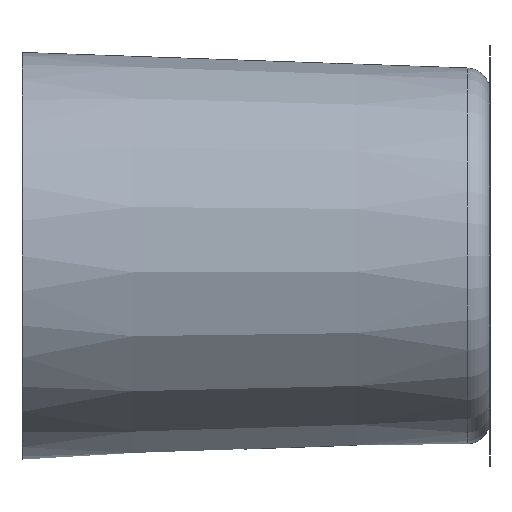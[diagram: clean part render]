
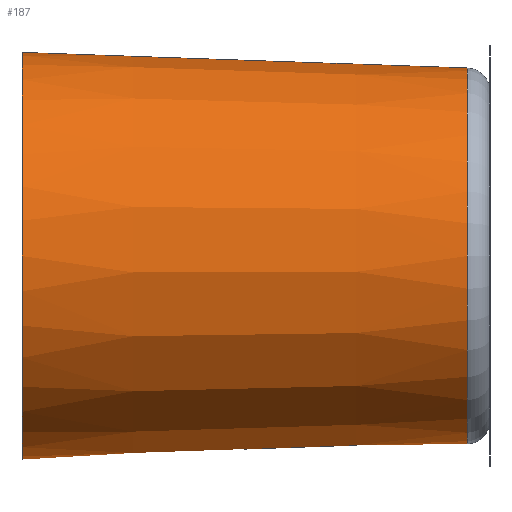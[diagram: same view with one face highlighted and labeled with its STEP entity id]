
A CAD part, left-side view. The second image highlights one B-rep face of the part: STEP entity #187.
In plain terms, the highlighted conical face has half-angle 2 degrees and reference radius 4 mm.
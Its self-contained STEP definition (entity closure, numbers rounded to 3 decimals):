
#39=LINE('',#377,#45);
#45=VECTOR('',#285,4.);
#51=CONICAL_SURFACE('',#234,4.,0.035);
#57=FACE_OUTER_BOUND('',#69,.T.);
#69=EDGE_LOOP('',(#152,#153,#154,#155));
#89=CIRCLE('',#231,4.017);
#91=CIRCLE('',#235,4.349);
#104=VERTEX_POINT('',#367);
#106=VERTEX_POINT('',#375);
#121=EDGE_CURVE('',#104,#104,#89,.T.);
#124=EDGE_CURVE('',#106,#106,#91,.T.);
#125=EDGE_CURVE('',#106,#104,#39,.T.);
#152=ORIENTED_EDGE('',*,*,#124,.F.);
#153=ORIENTED_EDGE('',*,*,#125,.T.);
#154=ORIENTED_EDGE('',*,*,#121,.T.);
#155=ORIENTED_EDGE('',*,*,#125,.F.);
#187=ADVANCED_FACE('',(#57),#51,.T.);
#231=AXIS2_PLACEMENT_3D('',#369,#274,#275);
#234=AXIS2_PLACEMENT_3D('',#374,#281,#282);
#235=AXIS2_PLACEMENT_3D('',#376,#283,#284);
#274=DIRECTION('center_axis',(0.,1.,0.));
#275=DIRECTION('ref_axis',(0.,0.,-1.));
#281=DIRECTION('center_axis',(0.,1.,0.));
#282=DIRECTION('ref_axis',(0.,0.,-1.));
#283=DIRECTION('center_axis',(0.,1.,0.));
#284=DIRECTION('ref_axis',(0.,0.,1.));
#285=DIRECTION('',(0.,-0.999,-0.035));
#367=CARTESIAN_POINT('',(0.,0.483,4.017));
#369=CARTESIAN_POINT('Origin',(0.,0.483,0.));
#374=CARTESIAN_POINT('Origin',(0.,0.,0.));
#375=CARTESIAN_POINT('',(0.,10.,4.349));
#376=CARTESIAN_POINT('Origin',(0.,10.,0.));
#377=CARTESIAN_POINT('',(0.,0.,4.));
